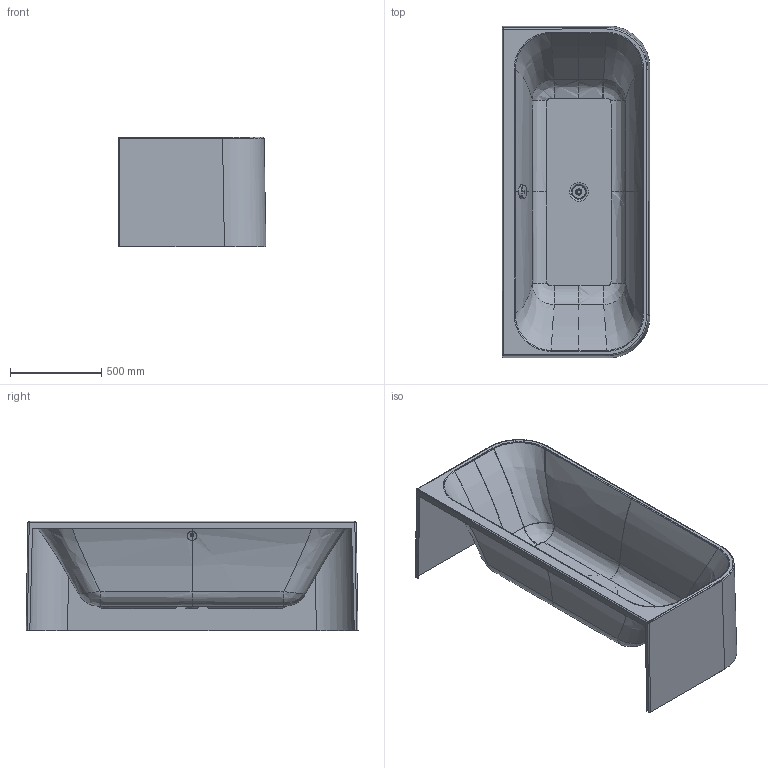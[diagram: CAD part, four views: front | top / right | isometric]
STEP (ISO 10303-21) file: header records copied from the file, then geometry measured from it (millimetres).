
FILE_DESCRIPTION((''),'2;1');
FILE_NAME('700318.stp','2013-06-03T12:46:23',('Administrator'),(''),'Autodesk Inventor 2011','Autodesk Inventor 2011','');
FILE_SCHEMA(('CONFIG_CONTROL_DESIGN'));
Length unit declared in the file: millimetre
Products named in the file (4): 700318; Stopfen; Verschluss_Ueberlauf
Assembly tree (3 placements, depth 2):
  700318
    700318
    Stopfen
    Verschluss_Ueberlauf
Bounding box: 811.42 x 1821.29 x 600 mm (x, y, z)
Volume: 26565569.7 mm3; surface area: 9767487 mm2
Topology: 5 solids, 5 shells, 314 faces, 807 edges, 486 vertices
Faces by surface type: plane 122, cylinder 85, bspline 82, cone 11, sphere 7, torus 7
Full cylindrical faces by diameter (mm): 9.2 x1, 13 x1, 14.5 x1, 24 x1, 29.2 x1, 32 x2, 52 x1, 72 x1
Entity records: 26371 total; most frequent: CARTESIAN_POINT 18868, ORIENTED_EDGE 1544, DIRECTION 1332, EDGE_CURVE 772, AXIS2_PLACEMENT_3D 484, VERTEX_POINT 476, VECTOR 364, LINE 364
